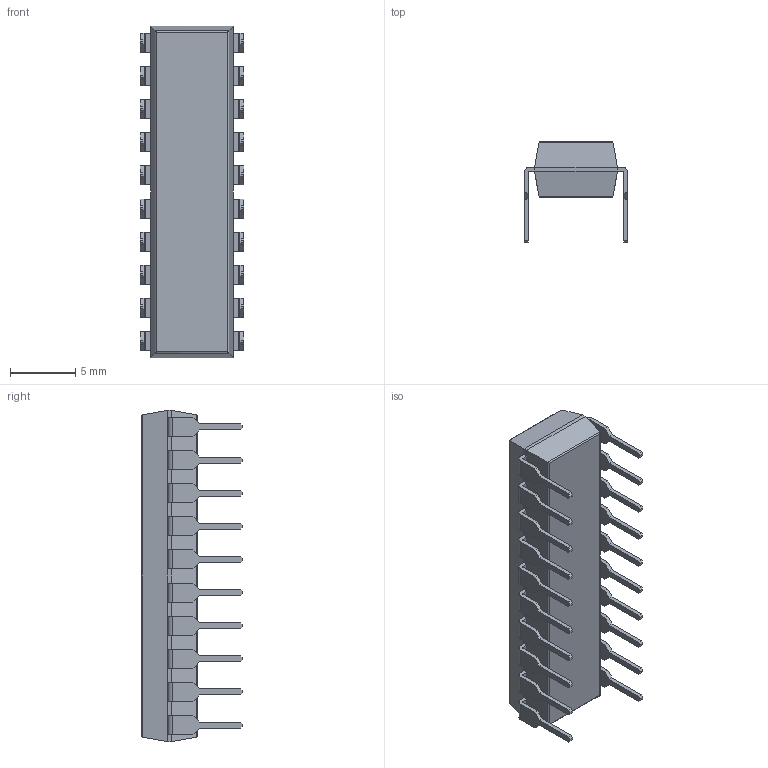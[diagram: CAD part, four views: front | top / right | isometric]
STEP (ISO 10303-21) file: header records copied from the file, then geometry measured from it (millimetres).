
FILE_DESCRIPTION (( 'STEP AP214' ), '1' );
FILE_NAME ('DIP20.step', '2011-03-01T20:08:08', ( 'iLLuSioN' ), ( 'Home' ), 'SwSTEP 2.0', 'SolidWorks 2009', '' );
FILE_SCHEMA (( 'AUTOMOTIVE_DESIGN' ));
Length unit declared in the file: millimetre
Products named in the file (1): DIP20
Bounding box: 7.92 x 7.75 x 25.4 mm (x, y, z)
Volume: 681.3 mm3; surface area: 830.7 mm2
Topology: 1 solids, 1 shells, 346 faces, 936 edges, 592 vertices
Faces by surface type: plane 295, cylinder 51
Entity records: 14451 total; most frequent: CARTESIAN_POINT 1935, ORIENTED_EDGE 1872, DIRECTION 1702, EDGE_CURVE 936, VECTOR 840, LINE 840, VERTEX_POINT 592, AXIS2_PLACEMENT_3D 431
